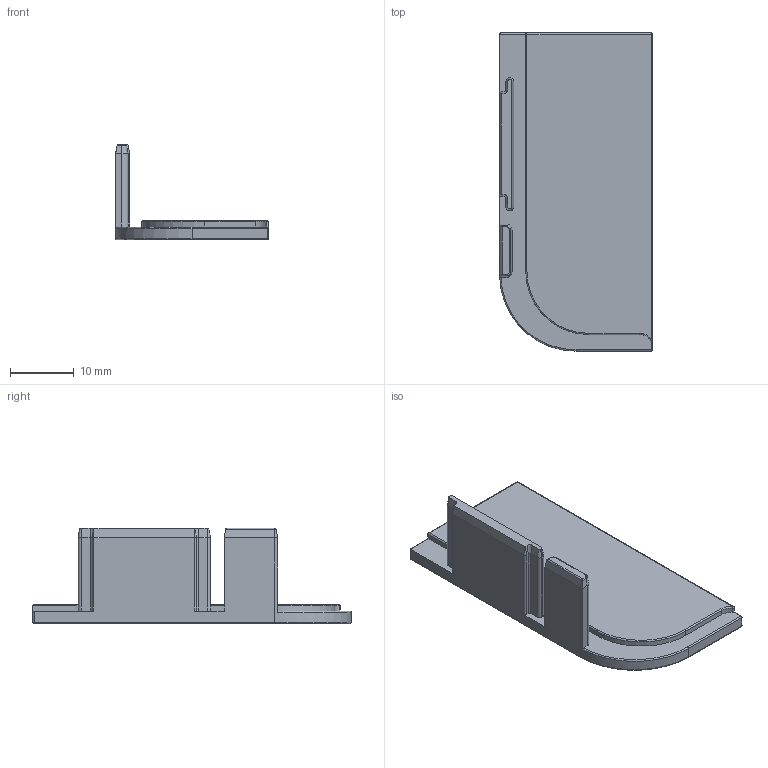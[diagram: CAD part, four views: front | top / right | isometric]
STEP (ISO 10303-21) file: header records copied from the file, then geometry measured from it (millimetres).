
FILE_DESCRIPTION(/* description */ ('Endkappe re.'),/* implementation_level */ '2;1');
FILE_NAME(/* name */ '100003150.stp',/* time_stamp */ '2024-01-18T08:27:25+01:00',/* author */ ('selema'),/* organization */ (''),/* preprocessor_version */ 'ST-DEVELOPER v20',/* originating_system */ 'Autodesk Inventor 2024',/* authorisation */ '');
FILE_SCHEMA (('AUTOMOTIVE_DESIGN { 1 0 10303 214 3 1 1 }'));
Length unit declared in the file: millimetre
Products named in the file (1): MP004785
Bounding box: 24 x 50 x 15 mm (x, y, z)
Volume: 3988.5 mm3; surface area: 3547.7 mm2
Topology: 1 solids, 1 shells, 89 faces, 211 edges, 118 vertices
Faces by surface type: plane 33, cylinder 32, cone 11, torus 7, sphere 6
Entity records: 2529 total; most frequent: DIRECTION 462, CARTESIAN_POINT 435, ORIENTED_EDGE 410, EDGE_CURVE 205, AXIS2_PLACEMENT_3D 170, LINE 122, VECTOR 122, VERTEX_POINT 118
